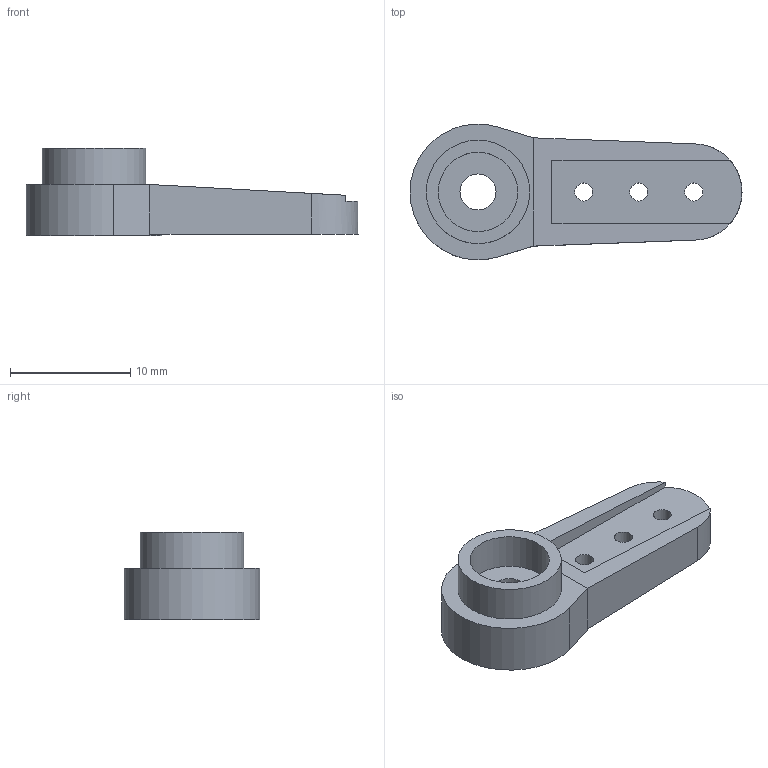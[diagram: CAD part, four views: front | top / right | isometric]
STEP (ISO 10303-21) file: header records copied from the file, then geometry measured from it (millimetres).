
FILE_DESCRIPTION(/* description */ (''),/* implementation_level */ '2;1');
FILE_NAME(/* name */ 'PowerHD Servo Horn (Half).step',/* time_stamp */ '2020-10-28T15:38:23+11:00',/* author */ (''),/* organization */ (''),/* preprocessor_version */ 'ST-DEVELOPER v18.1',/* originating_system */ 'Autodesk Translation Framework v9.3.0.1241',/* authorisation */ '');
FILE_SCHEMA (('AUTOMOTIVE_DESIGN { 1 0 10303 214 3 1 1 }'));
Length unit declared in the file: millimetre
Products named in the file (2): PowerHD Servo Horn (Half); Single Horn
Assembly tree (1 placements, depth 2):
  PowerHD Servo Horn (Half)
    Single Horn
Bounding box: 27.6 x 11.29 x 7.25 mm (x, y, z)
Volume: 787.6 mm3; surface area: 997.5 mm2
Topology: 1 solids, 1 shells, 27 faces, 62 edges, 40 vertices
Faces by surface type: plane 17, cylinder 10
Full cylindrical faces by diameter (mm): 1.5 x3, 3 x1, 6.6 x1, 7.5 x1, 8.6 x1
Entity records: 842 total; most frequent: DIRECTION 144, CARTESIAN_POINT 132, ORIENTED_EDGE 124, EDGE_CURVE 62, AXIS2_PLACEMENT_3D 52, LINE 40, VECTOR 40, VERTEX_POINT 40
